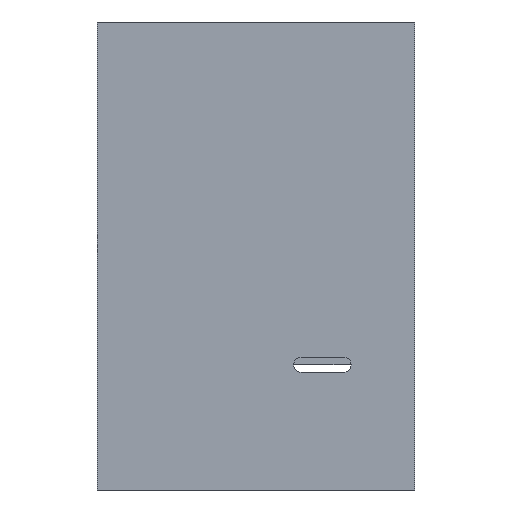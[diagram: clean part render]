
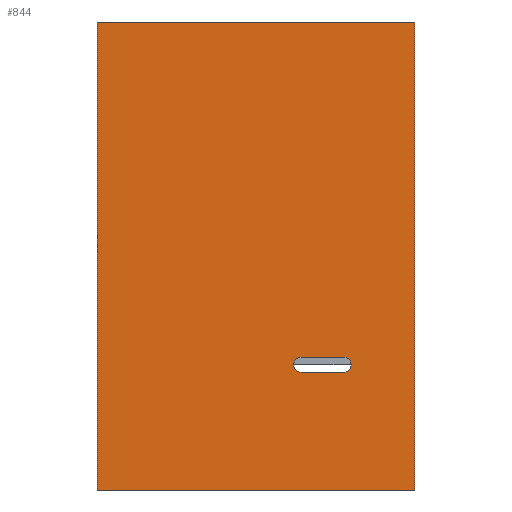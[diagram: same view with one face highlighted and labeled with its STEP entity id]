
A CAD part, front view. The second image highlights one B-rep face of the part: STEP entity #844.
In plain terms, the highlighted planar face has unit normal (0, -1, 0).
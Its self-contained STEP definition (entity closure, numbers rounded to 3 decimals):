
#1=DIRECTION('',(0.,0.,1.));
#2=VECTOR('',#1,15.5);
#3=CARTESIAN_POINT('',(-5.25,0.,-7.75));
#4=LINE('',#3,#2);
#5=DIRECTION('',(1.,0.,0.));
#6=VECTOR('',#5,10.5);
#7=CARTESIAN_POINT('',(-5.25,0.,7.75));
#8=LINE('',#7,#6);
#9=DIRECTION('',(0.,0.,-1.));
#10=VECTOR('',#9,15.5);
#11=CARTESIAN_POINT('',(5.25,0.,7.75));
#12=LINE('',#11,#10);
#13=DIRECTION('',(-1.,0.,0.));
#14=VECTOR('',#13,10.5);
#15=CARTESIAN_POINT('',(5.25,0.,-7.75));
#16=LINE('',#15,#14);
#17=CARTESIAN_POINT('',(1.5,0.,-3.6));
#18=DIRECTION('',(0.,1.,0.));
#19=DIRECTION('',(0.,0.,-1.));
#20=AXIS2_PLACEMENT_3D('',#17,#18,#19);
#22=DIRECTION('',(-1.,0.,0.));
#23=VECTOR('',#22,1.4);
#24=CARTESIAN_POINT('',(2.9,0.,-3.85));
#25=LINE('',#24,#23);
#26=CARTESIAN_POINT('',(2.9,0.,-3.6));
#27=DIRECTION('',(0.,1.,0.));
#28=DIRECTION('',(0.,0.,1.));
#29=AXIS2_PLACEMENT_3D('',#26,#27,#28);
#31=DIRECTION('',(1.,0.,0.));
#32=VECTOR('',#31,1.4);
#33=CARTESIAN_POINT('',(1.5,0.,-3.35));
#34=LINE('',#33,#32);
#627=CARTESIAN_POINT('',(-5.25,0.,-7.75));
#628=CARTESIAN_POINT('',(-5.25,0.,7.75));
#629=VERTEX_POINT('',#627);
#630=VERTEX_POINT('',#628);
#631=CARTESIAN_POINT('',(5.25,0.,7.75));
#632=VERTEX_POINT('',#631);
#633=CARTESIAN_POINT('',(5.25,0.,-7.75));
#634=VERTEX_POINT('',#633);
#661=CARTESIAN_POINT('',(1.5,0.,-3.85));
#662=CARTESIAN_POINT('',(1.5,0.,-3.35));
#663=VERTEX_POINT('',#661);
#664=VERTEX_POINT('',#662);
#665=CARTESIAN_POINT('',(2.9,0.,-3.35));
#666=VERTEX_POINT('',#665);
#667=CARTESIAN_POINT('',(2.9,0.,-3.85));
#668=VERTEX_POINT('',#667);
#819=CARTESIAN_POINT('',(0.,0.,0.));
#820=DIRECTION('',(0.,1.,0.));
#821=DIRECTION('',(1.,0.,0.));
#822=AXIS2_PLACEMENT_3D('',#819,#820,#821);
#823=PLANE('',#822);
#825=ORIENTED_EDGE('',*,*,#824,.T.);
#827=ORIENTED_EDGE('',*,*,#826,.T.);
#829=ORIENTED_EDGE('',*,*,#828,.T.);
#831=ORIENTED_EDGE('',*,*,#830,.T.);
#832=EDGE_LOOP('',(#825,#827,#829,#831));
#833=FACE_OUTER_BOUND('',#832,.F.);
#835=ORIENTED_EDGE('',*,*,#834,.F.);
#837=ORIENTED_EDGE('',*,*,#836,.F.);
#839=ORIENTED_EDGE('',*,*,#838,.F.);
#841=ORIENTED_EDGE('',*,*,#840,.F.);
#842=EDGE_LOOP('',(#835,#837,#839,#841));
#843=FACE_BOUND('',#842,.F.);
#844=ADVANCED_FACE('',(#833,#843),#823,.F.);
#21=CIRCLE('',#20,0.25);
#30=CIRCLE('',#29,0.25);
#824=EDGE_CURVE('',#629,#630,#4,.T.);
#826=EDGE_CURVE('',#630,#632,#8,.T.);
#828=EDGE_CURVE('',#632,#634,#12,.T.);
#830=EDGE_CURVE('',#634,#629,#16,.T.);
#834=EDGE_CURVE('',#663,#664,#21,.T.);
#836=EDGE_CURVE('',#668,#663,#25,.T.);
#838=EDGE_CURVE('',#666,#668,#30,.T.);
#840=EDGE_CURVE('',#664,#666,#34,.T.);
